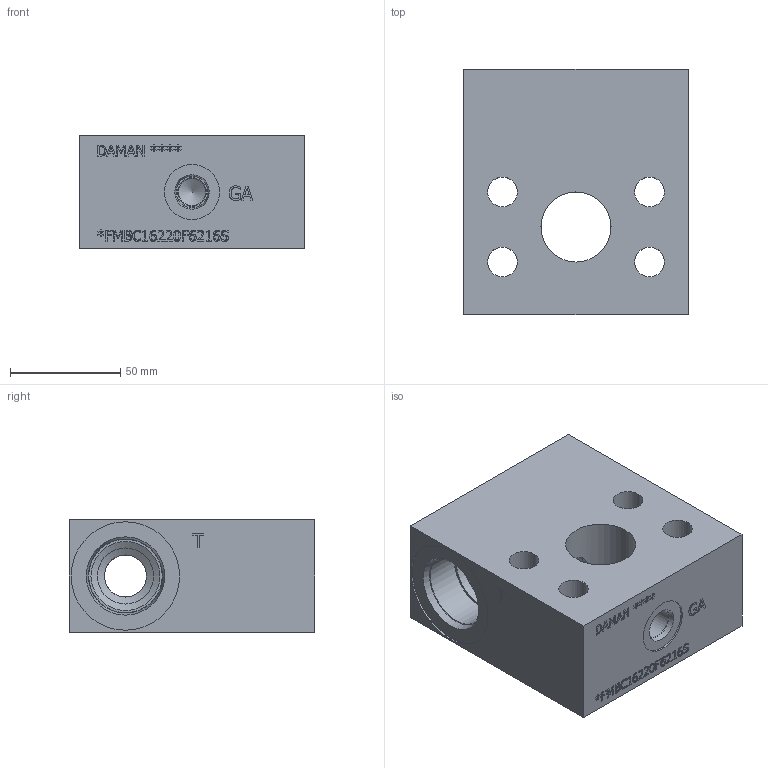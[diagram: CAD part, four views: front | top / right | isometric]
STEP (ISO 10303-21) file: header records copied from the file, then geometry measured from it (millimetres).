
FILE_DESCRIPTION(/* description */ (''),/* implementation_level */ '2;1');
FILE_NAME(/* name */ '_FMBC16220F6216S.stp',/* time_stamp */ '2022-02-02T14:03:22-05:00',/* author */ ('jrf'),/* organization */ (''),/* preprocessor_version */ 'ST-DEVELOPER v18.1',/* originating_system */ 'Autodesk Inventor 2022',/* authorisation */ '');
FILE_SCHEMA (('AUTOMOTIVE_DESIGN { 1 0 10303 214 3 1 1 }'));
Length unit declared in the file: millimetre
Products named in the file (1): Part__FMBC16220F6216S_3D
Bounding box: 101.6 x 111.12 x 50.8 mm (x, y, z)
Volume: 404651 mm3; surface area: 66440.3 mm2
Topology: 1 solids, 1 shells, 551 faces, 1481 edges, 978 vertices
Faces by surface type: plane 326, bspline 172, cylinder 31, cone 22
Full cylindrical faces by diameter (mm): 12.294 x1, 12.9 x1, 13.487 x4, 14.275 x1, 14.529 x1, 19.05 x3, 25.019 x1, 25.4 x2, 28.62 x1, 31.267 x2, 31.344 x1, 31.75 x1, 33.34 x2, 33.35 x1, 33.71 x1, 33.757 x2, 35.509 x1, 35.56 x1, 44.45 x2, 49.124 x2
Entity records: 18593 total; most frequent: CARTESIAN_POINT 5399, ORIENTED_EDGE 2960, DIRECTION 1951, EDGE_CURVE 1480, LINE 1045, VECTOR 1045, VERTEX_POINT 978, EDGE_LOOP 614
